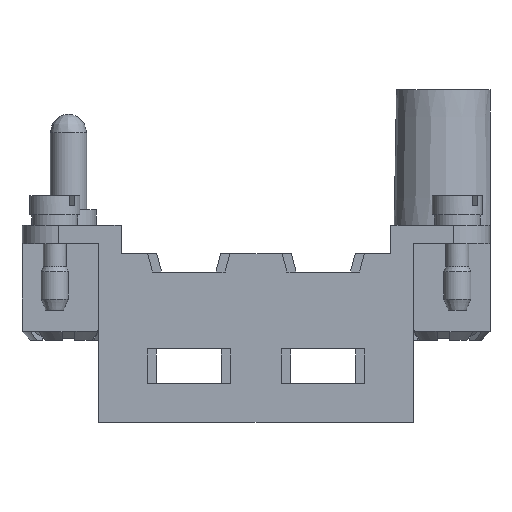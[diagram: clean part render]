
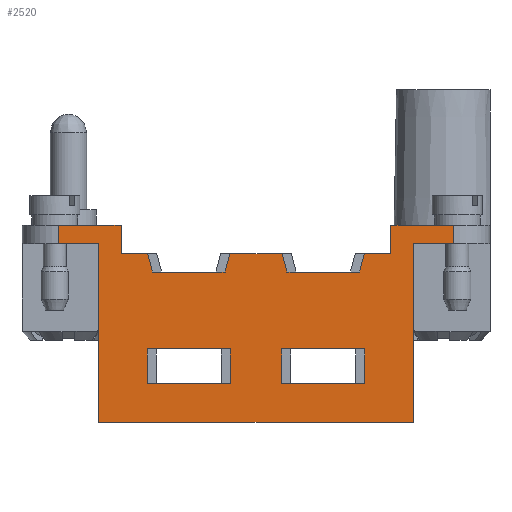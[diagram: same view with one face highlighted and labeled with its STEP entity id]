
A CAD part, front view. The second image highlights one B-rep face of the part: STEP entity #2520.
In plain terms, the highlighted planar face has unit normal (0, -1, 0).
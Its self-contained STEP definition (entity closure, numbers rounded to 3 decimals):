
#2520=ADVANCED_FACE('',(#3297,#3298,#3299),#3007,.F.);
#3007=PLANE('',#12235);
#3297=FACE_BOUND('',#3790,.T.);
#3298=FACE_BOUND('',#3791,.T.);
#3299=FACE_BOUND('',#3792,.T.);
#3790=EDGE_LOOP('',(#5883,#5884,#5885,#5886,#5887,#5888,#5889,#5890,#5891,
#5892,#5893,#5894,#5895,#5896,#5897,#5898,#5899,#5900,#5901,#5902));
#3791=EDGE_LOOP('',(#5903,#5904,#5905,#5906));
#3792=EDGE_LOOP('',(#5907,#5908,#5909,#5910));
#5883=ORIENTED_EDGE('',*,*,#8955,.T.);
#5884=ORIENTED_EDGE('',*,*,#8850,.F.);
#5885=ORIENTED_EDGE('',*,*,#8987,.F.);
#5886=ORIENTED_EDGE('',*,*,#8988,.T.);
#5887=ORIENTED_EDGE('',*,*,#8989,.F.);
#5888=ORIENTED_EDGE('',*,*,#8990,.F.);
#5889=ORIENTED_EDGE('',*,*,#8917,.T.);
#5890=ORIENTED_EDGE('',*,*,#8991,.T.);
#5891=ORIENTED_EDGE('',*,*,#8992,.F.);
#5892=ORIENTED_EDGE('',*,*,#8993,.F.);
#5893=ORIENTED_EDGE('',*,*,#8994,.F.);
#5894=ORIENTED_EDGE('',*,*,#8995,.F.);
#5895=ORIENTED_EDGE('',*,*,#8996,.F.);
#5896=ORIENTED_EDGE('',*,*,#8997,.F.);
#5897=ORIENTED_EDGE('',*,*,#8998,.F.);
#5898=ORIENTED_EDGE('',*,*,#8999,.F.);
#5899=ORIENTED_EDGE('',*,*,#9000,.F.);
#5900=ORIENTED_EDGE('',*,*,#8973,.F.);
#5901=ORIENTED_EDGE('',*,*,#8953,.F.);
#5902=ORIENTED_EDGE('',*,*,#9001,.T.);
#5903=ORIENTED_EDGE('',*,*,#9002,.F.);
#5904=ORIENTED_EDGE('',*,*,#8814,.F.);
#5905=ORIENTED_EDGE('',*,*,#9003,.F.);
#5906=ORIENTED_EDGE('',*,*,#8812,.F.);
#5907=ORIENTED_EDGE('',*,*,#9004,.F.);
#5908=ORIENTED_EDGE('',*,*,#8804,.F.);
#5909=ORIENTED_EDGE('',*,*,#9005,.F.);
#5910=ORIENTED_EDGE('',*,*,#8800,.F.);
#7568=VERTEX_POINT('',#17949);
#7570=VERTEX_POINT('',#17953);
#7572=VERTEX_POINT('',#17958);
#7574=VERTEX_POINT('',#17962);
#7580=VERTEX_POINT('',#17976);
#7582=VERTEX_POINT('',#17980);
#7583=VERTEX_POINT('',#17984);
#7584=VERTEX_POINT('',#17986);
#7619=VERTEX_POINT('',#18071);
#7620=VERTEX_POINT('',#18073);
#7664=VERTEX_POINT('',#18610);
#7665=VERTEX_POINT('',#18612);
#7688=VERTEX_POINT('',#18723);
#7690=VERTEX_POINT('',#18727);
#7692=VERTEX_POINT('',#18733);
#7697=VERTEX_POINT('',#18753);
#7708=VERTEX_POINT('',#18792);
#7709=VERTEX_POINT('',#18794);
#7710=VERTEX_POINT('',#18796);
#7711=VERTEX_POINT('',#18799);
#7712=VERTEX_POINT('',#18801);
#7713=VERTEX_POINT('',#18803);
#7714=VERTEX_POINT('',#18805);
#7715=VERTEX_POINT('',#18807);
#7716=VERTEX_POINT('',#18809);
#7717=VERTEX_POINT('',#18811);
#7718=VERTEX_POINT('',#18813);
#7719=VERTEX_POINT('',#18815);
#8800=EDGE_CURVE('',#7570,#7568,#10008,.T.);
#8804=EDGE_CURVE('',#7574,#7572,#10012,.T.);
#8812=EDGE_CURVE('',#7582,#7580,#10020,.T.);
#8814=EDGE_CURVE('',#7583,#7584,#10022,.T.);
#8850=EDGE_CURVE('',#7619,#7620,#10054,.T.);
#8917=EDGE_CURVE('',#7665,#7664,#10086,.T.);
#8953=EDGE_CURVE('',#7690,#7688,#10113,.T.);
#8955=EDGE_CURVE('',#7692,#7620,#10114,.T.);
#8973=EDGE_CURVE('',#7688,#7697,#10129,.T.);
#8987=EDGE_CURVE('',#7708,#7619,#10143,.T.);
#8988=EDGE_CURVE('',#7708,#7709,#10144,.T.);
#8989=EDGE_CURVE('',#7710,#7709,#10145,.T.);
#8990=EDGE_CURVE('',#7665,#7710,#10146,.T.);
#8991=EDGE_CURVE('',#7664,#7711,#10147,.T.);
#8992=EDGE_CURVE('',#7712,#7711,#10148,.T.);
#8993=EDGE_CURVE('',#7713,#7712,#10149,.T.);
#8994=EDGE_CURVE('',#7714,#7713,#10150,.T.);
#8995=EDGE_CURVE('',#7715,#7714,#10151,.T.);
#8996=EDGE_CURVE('',#7716,#7715,#10152,.T.);
#8997=EDGE_CURVE('',#7717,#7716,#10153,.T.);
#8998=EDGE_CURVE('',#7718,#7717,#10154,.T.);
#8999=EDGE_CURVE('',#7719,#7718,#10155,.T.);
#9000=EDGE_CURVE('',#7697,#7719,#10156,.T.);
#9001=EDGE_CURVE('',#7690,#7692,#10157,.T.);
#9002=EDGE_CURVE('',#7584,#7582,#10158,.T.);
#9003=EDGE_CURVE('',#7580,#7583,#10159,.T.);
#9004=EDGE_CURVE('',#7572,#7570,#10160,.T.);
#9005=EDGE_CURVE('',#7568,#7574,#10161,.T.);
#10008=LINE('',#17954,#11123);
#10012=LINE('',#17963,#11127);
#10020=LINE('',#17981,#11135);
#10022=LINE('',#17985,#11137);
#10054=LINE('',#18072,#11169);
#10086=LINE('',#18611,#11201);
#10113=LINE('',#18728,#11228);
#10114=LINE('',#18732,#11229);
#10129=LINE('',#18764,#11244);
#10143=LINE('',#18791,#11258);
#10144=LINE('',#18793,#11259);
#10145=LINE('',#18795,#11260);
#10146=LINE('',#18797,#11261);
#10147=LINE('',#18798,#11262);
#10148=LINE('',#18800,#11263);
#10149=LINE('',#18802,#11264);
#10150=LINE('',#18804,#11265);
#10151=LINE('',#18806,#11266);
#10152=LINE('',#18808,#11267);
#10153=LINE('',#18810,#11268);
#10154=LINE('',#18812,#11269);
#10155=LINE('',#18814,#11270);
#10156=LINE('',#18816,#11271);
#10157=LINE('',#18817,#11272);
#10158=LINE('',#18818,#11273);
#10159=LINE('',#18819,#11274);
#10160=LINE('',#18820,#11275);
#10161=LINE('',#18821,#11276);
#11123=VECTOR('',#13904,1.);
#11127=VECTOR('',#13910,1.);
#11135=VECTOR('',#13922,1.);
#11137=VECTOR('',#13926,1.);
#11169=VECTOR('',#13964,1.);
#11201=VECTOR('',#14028,1.);
#11228=VECTOR('',#14077,1.);
#11229=VECTOR('',#14082,1.);
#11244=VECTOR('',#14111,1.);
#11258=VECTOR('',#14139,1.);
#11259=VECTOR('',#14140,1.);
#11260=VECTOR('',#14141,1.);
#11261=VECTOR('',#14142,1.);
#11262=VECTOR('',#14143,1.);
#11263=VECTOR('',#14144,1.);
#11264=VECTOR('',#14145,1.);
#11265=VECTOR('',#14146,1.);
#11266=VECTOR('',#14147,1.);
#11267=VECTOR('',#14148,1.);
#11268=VECTOR('',#14149,1.);
#11269=VECTOR('',#14150,1.);
#11270=VECTOR('',#14151,1.);
#11271=VECTOR('',#14152,1.);
#11272=VECTOR('',#14153,1.);
#11273=VECTOR('',#14154,1.);
#11274=VECTOR('',#14155,1.);
#11275=VECTOR('',#14156,1.);
#11276=VECTOR('',#14157,1.);
#12235=AXIS2_PLACEMENT_3D('',#18822,#14158,#14159);
#13904=DIRECTION('',(-1.,0.,0.));
#13910=DIRECTION('',(1.,0.,0.));
#13922=DIRECTION('',(-1.,0.,0.));
#13926=DIRECTION('',(1.,0.,0.));
#13964=DIRECTION('',(0.,0.,1.));
#14028=DIRECTION('',(-1.,0.,0.));
#14077=DIRECTION('',(1.,0.,0.));
#14082=DIRECTION('',(1.,0.,0.));
#14111=DIRECTION('',(0.,0.,-1.));
#14139=DIRECTION('',(-1.,0.,0.));
#14140=DIRECTION('',(0.,0.,1.));
#14141=DIRECTION('',(-1.,0.,0.));
#14142=DIRECTION('',(0.,0.,-1.));
#14143=DIRECTION('',(0.,0.,-1.));
#14144=DIRECTION('',(1.,0.,0.));
#14145=DIRECTION('',(0.259,0.,0.966));
#14146=DIRECTION('',(1.,0.,0.));
#14147=DIRECTION('',(0.259,0.,-0.966));
#14148=DIRECTION('',(1.,0.,0.));
#14149=DIRECTION('',(0.259,0.,0.966));
#14150=DIRECTION('',(1.,0.,0.));
#14151=DIRECTION('',(0.259,0.,-0.966));
#14152=DIRECTION('',(1.,0.,0.));
#14153=DIRECTION('',(0.,0.,-1.));
#14154=DIRECTION('',(0.,0.,1.));
#14155=DIRECTION('',(0.,0.,-1.));
#14156=DIRECTION('',(0.,0.,1.));
#14157=DIRECTION('',(0.,0.,-1.));
#14158=DIRECTION('',(0.,1.,0.));
#14159=DIRECTION('',(0.,0.,-1.));
#17949=CARTESIAN_POINT('',(2.8,-17.25,-11.5));
#17953=CARTESIAN_POINT('',(11.9,-17.25,-11.5));
#17954=CARTESIAN_POINT('',(11.9,-17.25,-11.5));
#17958=CARTESIAN_POINT('',(11.9,-17.25,-15.3));
#17962=CARTESIAN_POINT('',(2.8,-17.25,-15.3));
#17963=CARTESIAN_POINT('',(2.8,-17.25,-15.3));
#17976=CARTESIAN_POINT('',(-11.9,-17.25,-11.5));
#17980=CARTESIAN_POINT('',(-2.8,-17.25,-11.5));
#17981=CARTESIAN_POINT('',(-2.8,-17.25,-11.5));
#17984=CARTESIAN_POINT('',(-11.9,-17.25,-15.3));
#17985=CARTESIAN_POINT('',(-11.9,-17.25,-15.3));
#17986=CARTESIAN_POINT('',(-2.8,-17.25,-15.3));
#18071=CARTESIAN_POINT('',(-17.2,-17.25,-19.5));
#18072=CARTESIAN_POINT('',(-17.2,-17.25,2.));
#18073=CARTESIAN_POINT('',(-17.2,-17.25,0.));
#18610=CARTESIAN_POINT('',(14.75,-17.25,2.));
#18611=CARTESIAN_POINT('',(21.575,-17.25,2.));
#18612=CARTESIAN_POINT('',(21.575,-17.25,2.));
#18723=CARTESIAN_POINT('',(-14.75,-17.25,2.));
#18727=CARTESIAN_POINT('',(-21.575,-17.25,2.));
#18728=CARTESIAN_POINT('',(-21.575,-17.25,2.));
#18732=CARTESIAN_POINT('',(-17.2,-17.25,0.));
#18733=CARTESIAN_POINT('',(-21.575,-17.25,0.));
#18753=CARTESIAN_POINT('',(-14.75,-17.25,-1.1));
#18764=CARTESIAN_POINT('',(-14.75,-17.25,2.));
#18791=CARTESIAN_POINT('',(17.2,-17.25,-19.5));
#18792=CARTESIAN_POINT('',(17.2,-17.25,-19.5));
#18793=CARTESIAN_POINT('',(17.2,-17.25,2.));
#18794=CARTESIAN_POINT('',(17.2,-17.25,0.));
#18795=CARTESIAN_POINT('',(17.2,-17.25,0.));
#18796=CARTESIAN_POINT('',(21.575,-17.25,0.));
#18797=CARTESIAN_POINT('',(21.575,-17.25,2.));
#18798=CARTESIAN_POINT('',(14.75,-17.25,2.));
#18799=CARTESIAN_POINT('',(14.75,-17.25,-1.1));
#18800=CARTESIAN_POINT('',(11.85,-17.25,-1.1));
#18801=CARTESIAN_POINT('',(11.85,-17.25,-1.1));
#18802=CARTESIAN_POINT('',(11.314,-17.25,-3.1));
#18803=CARTESIAN_POINT('',(11.314,-17.25,-3.1));
#18804=CARTESIAN_POINT('',(3.386,-17.25,-3.1));
#18805=CARTESIAN_POINT('',(3.386,-17.25,-3.1));
#18806=CARTESIAN_POINT('',(2.85,-17.25,-1.1));
#18807=CARTESIAN_POINT('',(2.85,-17.25,-1.1));
#18808=CARTESIAN_POINT('',(-2.85,-17.25,-1.1));
#18809=CARTESIAN_POINT('',(-2.85,-17.25,-1.1));
#18810=CARTESIAN_POINT('',(-3.386,-17.25,-3.1));
#18811=CARTESIAN_POINT('',(-3.386,-17.25,-3.1));
#18812=CARTESIAN_POINT('',(-11.314,-17.25,-3.1));
#18813=CARTESIAN_POINT('',(-11.314,-17.25,-3.1));
#18814=CARTESIAN_POINT('',(-11.85,-17.25,-1.1));
#18815=CARTESIAN_POINT('',(-11.85,-17.25,-1.1));
#18816=CARTESIAN_POINT('',(-17.2,-17.25,-1.1));
#18817=CARTESIAN_POINT('',(-21.575,-17.25,2.));
#18818=CARTESIAN_POINT('',(-2.8,-17.25,-15.3));
#18819=CARTESIAN_POINT('',(-11.9,-17.25,-11.5));
#18820=CARTESIAN_POINT('',(11.9,-17.25,-15.3));
#18821=CARTESIAN_POINT('',(2.8,-17.25,-11.5));
#18822=CARTESIAN_POINT('',(-17.2,-17.25,2.));
